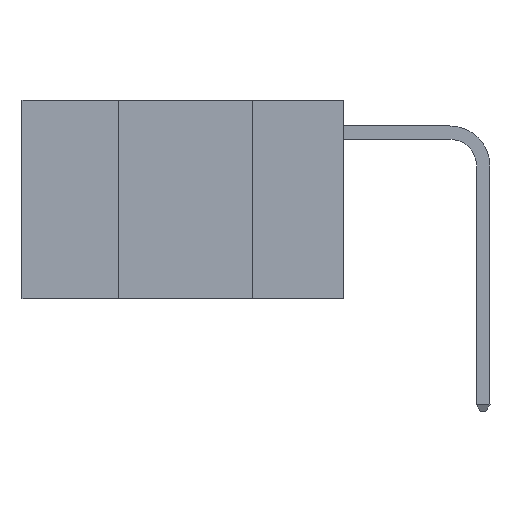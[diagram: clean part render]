
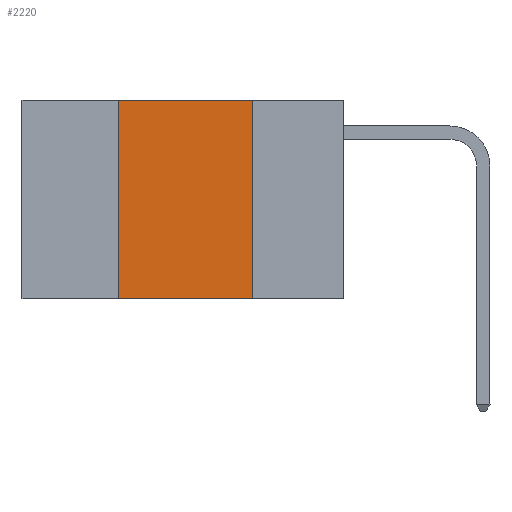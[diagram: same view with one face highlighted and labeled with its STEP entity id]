
A CAD part, left-side view. The second image highlights one B-rep face of the part: STEP entity #2220.
In plain terms, the highlighted planar face has unit normal (-1, 0, 0).
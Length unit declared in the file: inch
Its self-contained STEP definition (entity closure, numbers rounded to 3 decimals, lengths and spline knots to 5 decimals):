
#39 = ORIENTED_EDGE ( 'NONE', *, *, #2247, .F. ) ;
#221 = ORIENTED_EDGE ( 'NONE', *, *, #1459, .T. ) ;
#437 = DIRECTION ( 'NONE',  ( 0., -1., 0. ) ) ;
#453 = CARTESIAN_POINT ( 'NONE',  ( 0., 0.6, -0.37 ) ) ;
#1003 = VERTEX_POINT ( 'NONE', #6753 ) ;
#1459 = EDGE_CURVE ( 'NONE', #1003, #4787, #11349, .T. ) ;
#2109 = DIRECTION ( 'NONE',  ( 0., 0., -1. ) ) ;
#2220 = ADVANCED_FACE ( 'NONE', ( #8865 ), #8033, .F. ) ;
#2247 = EDGE_CURVE ( 'NONE', #1003, #12478, #8749, .T. ) ;
#2576 = CARTESIAN_POINT ( 'NONE',  ( 0., 0.17, -0.37 ) ) ;
#2962 = CARTESIAN_POINT ( 'NONE',  ( 0., 0.17, 0. ) ) ;
#4224 = LINE ( 'NONE', #5883, #9963 ) ;
#4451 = CARTESIAN_POINT ( 'NONE',  ( 0., 0.17, 0. ) ) ;
#4787 = VERTEX_POINT ( 'NONE', #2576 ) ;
#5883 = CARTESIAN_POINT ( 'NONE',  ( 0., 0.6, 0. ) ) ;
#6753 = CARTESIAN_POINT ( 'NONE',  ( 0., 0.42, -0.37 ) ) ;
#7008 = EDGE_CURVE ( 'NONE', #10226, #4787, #7456, .T. ) ;
#7266 = DIRECTION ( 'NONE',  ( 0., 0., 1. ) ) ;
#7420 = CARTESIAN_POINT ( 'NONE',  ( 0., 0.42, 0. ) ) ;
#7456 = LINE ( 'NONE', #4451, #7822 ) ;
#7822 = VECTOR ( 'NONE', #2109, 39.37008 ) ;
#7959 = DIRECTION ( 'NONE',  ( 1., 0., 0. ) ) ;
#7964 = DIRECTION ( 'NONE',  ( 0., 0., -1. ) ) ;
#8033 = PLANE ( 'NONE',  #11311 ) ;
#8107 = CARTESIAN_POINT ( 'NONE',  ( 0., 0.6, 0. ) ) ;
#8679 = VECTOR ( 'NONE', #7266, 39.37008 ) ;
#8749 = LINE ( 'NONE', #7420, #8679 ) ;
#8865 = FACE_OUTER_BOUND ( 'NONE', #14598, .T. ) ;
#9963 = VECTOR ( 'NONE', #14989, 39.37008 ) ;
#10226 = VERTEX_POINT ( 'NONE', #2962 ) ;
#11311 = AXIS2_PLACEMENT_3D ( 'NONE', #8107, #7959, #7964 ) ;
#11349 = LINE ( 'NONE', #453, #11414 ) ;
#11414 = VECTOR ( 'NONE', #437, 39.37008 ) ;
#12478 = VERTEX_POINT ( 'NONE', #13228 ) ;
#13228 = CARTESIAN_POINT ( 'NONE',  ( 0., 0.42, 0. ) ) ;
#13509 = EDGE_CURVE ( 'NONE', #12478, #10226, #4224, .T. ) ;
#14598 = EDGE_LOOP ( 'NONE', ( #15041, #15067, #39, #221 ) ) ;
#14989 = DIRECTION ( 'NONE',  ( 0., -1., 0. ) ) ;
#15041 = ORIENTED_EDGE ( 'NONE', *, *, #7008, .F. ) ;
#15067 = ORIENTED_EDGE ( 'NONE', *, *, #13509, .F. ) ;
